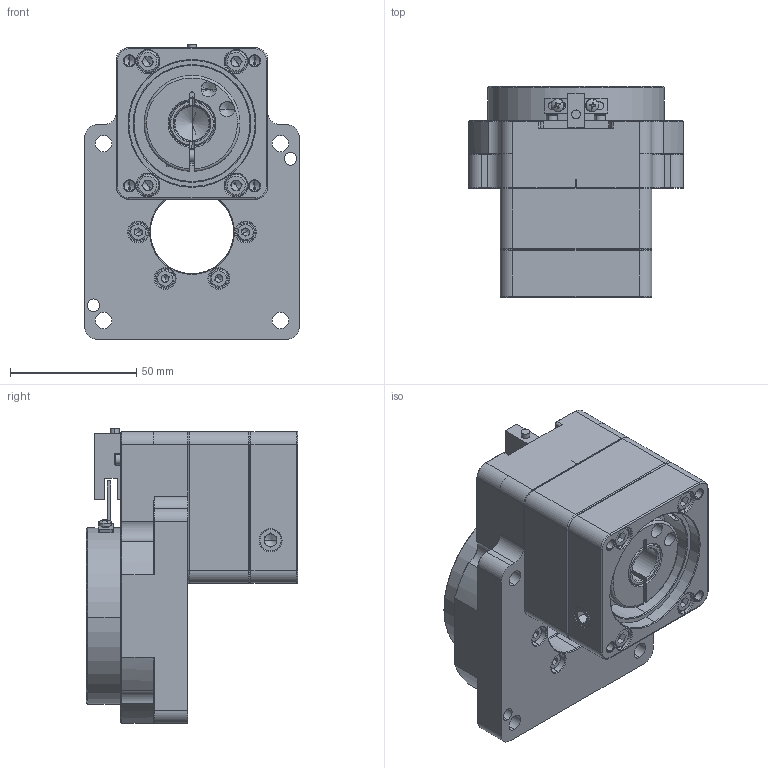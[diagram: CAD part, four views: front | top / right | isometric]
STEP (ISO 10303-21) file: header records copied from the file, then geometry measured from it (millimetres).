
FILE_DESCRIPTION (( 'STEP AP203' ), '1' );
FILE_NAME ('GN85-10-SC-V2.step', '2022-05-21T07:42:39', ( 'Microsoft' ), ( 'Microsoft' ), 'SwSTEP 2.0', 'SolidWorks 2019', '' );
FILE_SCHEMA (( 'CONFIG_CONTROL_DESIGN' ));
Length unit declared in the file: millimetre
Products named in the file (2): GN85-10-SC-V2
Bounding box: 85 x 83.7 x 116.7 mm (x, y, z)
Volume: 327956.8 mm3; surface area: 109972.4 mm2
Topology: 28 solids, 28 shells, 1270 faces, 3001 edges, 1785 vertices
Faces by surface type: plane 470, cylinder 384, cone 327, torus 81, bspline 4, sphere 4
Entity records: 38501 total; most frequent: CARTESIAN_POINT 8948, DIRECTION 6547, ORIENTED_EDGE 5798, EDGE_CURVE 2899, AXIS2_PLACEMENT_3D 2533, VERTEX_POINT 1785, LINE 1481, VECTOR 1481
